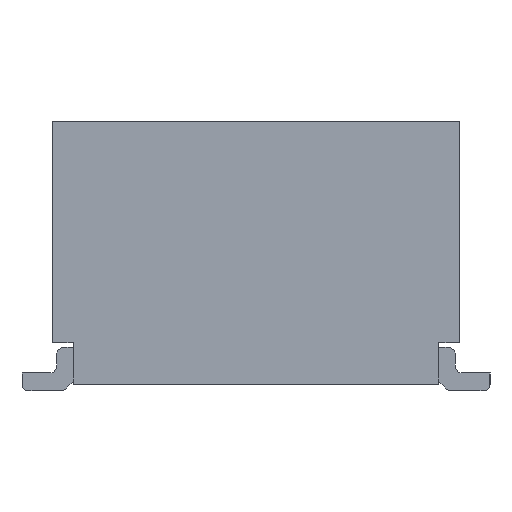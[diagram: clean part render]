
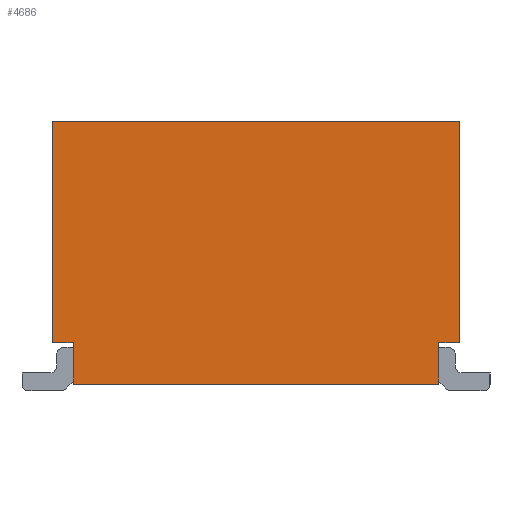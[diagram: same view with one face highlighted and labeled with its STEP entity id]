
A CAD part, left-side view. The second image highlights one B-rep face of the part: STEP entity #4686.
In plain terms, the highlighted planar face has unit normal (-1, 0, 0).
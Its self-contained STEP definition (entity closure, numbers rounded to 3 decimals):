
#444=FACE_OUTER_BOUND($,#707,.T.);
#707=EDGE_LOOP($,(#4129,#4130,#4131,#4132,#4133,#4134,#4135,#4136));
#1153=LINE($,#7525,#1701);
#1208=LINE($,#7635,#1756);
#1220=LINE($,#7658,#1768);
#1237=LINE($,#7694,#1785);
#1240=LINE($,#7698,#1788);
#1253=LINE($,#7723,#1801);
#1254=LINE($,#7725,#1802);
#1255=LINE($,#7726,#1803);
#1701=VECTOR($,#6187,0.3);
#1756=VECTOR($,#6274,1.6);
#1768=VECTOR($,#6296,0.15);
#1785=VECTOR($,#6323,1.6);
#1788=VECTOR($,#6328,2.94);
#1801=VECTOR($,#6351,2.64);
#1802=VECTOR($,#6352,0.3);
#1803=VECTOR($,#6353,0.15);
#2185=VERTEX_POINT($,#7522);
#2186=VERTEX_POINT($,#7524);
#2224=VERTEX_POINT($,#7632);
#2225=VERTEX_POINT($,#7634);
#2244=VERTEX_POINT($,#7691);
#2245=VERTEX_POINT($,#7693);
#2252=VERTEX_POINT($,#7722);
#2253=VERTEX_POINT($,#7724);
#2793=EDGE_CURVE($,#2186,#2185,#1153,.T.);
#2848=EDGE_CURVE($,#2225,#2224,#1208,.T.);
#2860=EDGE_CURVE($,#2186,#2224,#1220,.T.);
#2877=EDGE_CURVE($,#2244,#2245,#1237,.T.);
#2880=EDGE_CURVE($,#2225,#2244,#1240,.T.);
#2893=EDGE_CURVE($,#2252,#2185,#1253,.T.);
#2894=EDGE_CURVE($,#2252,#2253,#1254,.T.);
#2895=EDGE_CURVE($,#2245,#2253,#1255,.T.);
#4129=ORIENTED_EDGE($,*,*,#2793,.T.);
#4130=ORIENTED_EDGE($,*,*,#2893,.F.);
#4131=ORIENTED_EDGE($,*,*,#2894,.T.);
#4132=ORIENTED_EDGE($,*,*,#2895,.F.);
#4133=ORIENTED_EDGE($,*,*,#2877,.F.);
#4134=ORIENTED_EDGE($,*,*,#2880,.F.);
#4135=ORIENTED_EDGE($,*,*,#2848,.T.);
#4136=ORIENTED_EDGE($,*,*,#2860,.F.);
#4423=PLANE($,#5096);
#4686=ADVANCED_FACE($,(#444),#4423,.T.);
#5096=AXIS2_PLACEMENT_3D($,#7721,#6349,#6350);
#6187=DIRECTION($,(0.,0.,-1.));
#6274=DIRECTION($,(0.,0.,-1.));
#6296=DIRECTION($,(0.,1.,0.));
#6323=DIRECTION($,(0.,0.,-1.));
#6328=DIRECTION($,(0.,-1.,0.));
#6349=DIRECTION('center_axis',(-1.,0.,0.));
#6350=DIRECTION('ref_axis',(0.,-1.,0.));
#6351=DIRECTION($,(0.,1.,0.));
#6352=DIRECTION($,(0.,0.,1.));
#6353=DIRECTION($,(0.,1.,0.));
#7522=CARTESIAN_POINT('',(-8.3,1.32,0.05));
#7524=CARTESIAN_POINT('',(-8.3,1.32,0.35));
#7525=CARTESIAN_POINT($,(-8.3,1.32,0.05));
#7632=CARTESIAN_POINT('',(-8.3,1.47,0.35));
#7634=CARTESIAN_POINT('',(-8.3,1.47,1.95));
#7635=CARTESIAN_POINT($,(-8.3,1.47,0.05));
#7658=CARTESIAN_POINT($,(-8.3,0.,0.35));
#7691=CARTESIAN_POINT('',(-8.3,-1.47,1.95));
#7693=CARTESIAN_POINT('',(-8.3,-1.47,0.35));
#7694=CARTESIAN_POINT($,(-8.3,-1.47,0.05));
#7698=CARTESIAN_POINT($,(-8.3,0.,1.95));
#7721=CARTESIAN_POINT('Origin',(-8.3,-0.67,0.838));
#7722=CARTESIAN_POINT('',(-8.3,-1.32,0.05));
#7723=CARTESIAN_POINT($,(-8.3,0.,0.05));
#7724=CARTESIAN_POINT('',(-8.3,-1.32,0.35));
#7725=CARTESIAN_POINT($,(-8.3,-1.32,0.05));
#7726=CARTESIAN_POINT($,(-8.3,0.,0.35));
